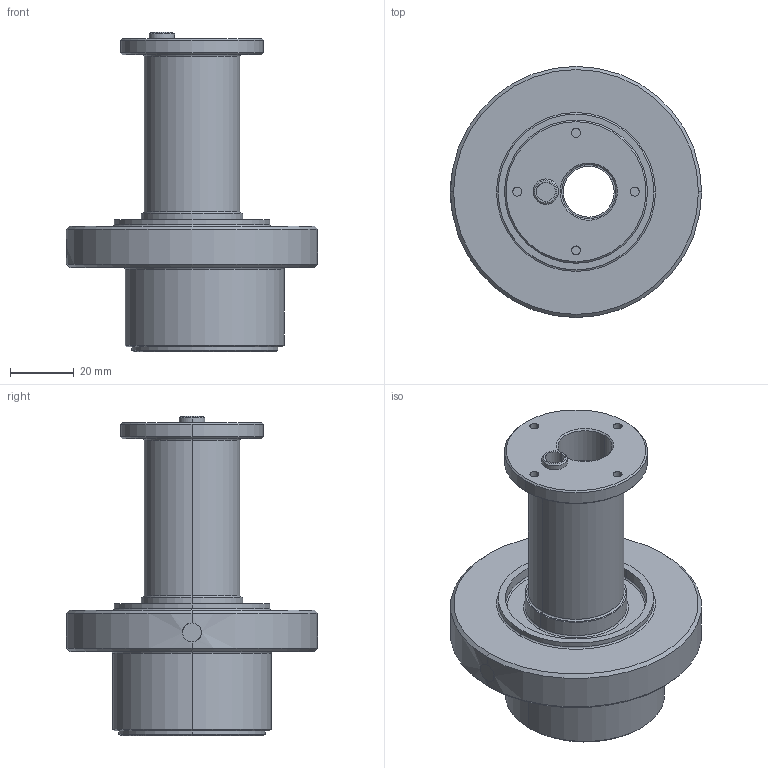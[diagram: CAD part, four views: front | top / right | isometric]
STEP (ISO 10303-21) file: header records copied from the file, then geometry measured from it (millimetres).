
FILE_DESCRIPTION (( 'STEP AP203' ), '1' );
FILE_NAME ('sw cx Vaporizer - shaft.STEP', '2007-11-23T13:20:05', ( 'Robert' ), ( 'UPB' ), 'SwSTEP 2.0', 'SolidWorks 2002296', '' );
FILE_SCHEMA (( 'CONFIG_CONTROL_DESIGN' ));
Length unit declared in the file: millimetre
Products named in the file (1): sw cx Vaporizer - shaft
Bounding box: 79 x 79 x 100.5 mm (x, y, z)
Volume: 121658 mm3; surface area: 33372 mm2
Topology: 1 solids, 1 shells, 139 faces, 296 edges, 180 vertices
Faces by surface type: cylinder 72, plane 31, cone 22, torus 14
Entity records: 4099 total; most frequent: CARTESIAN_POINT 864, DIRECTION 746, ORIENTED_EDGE 592, AXIS2_PLACEMENT_3D 324, EDGE_CURVE 296, CIRCLE 184, VERTEX_POINT 180, EDGE_LOOP 174
